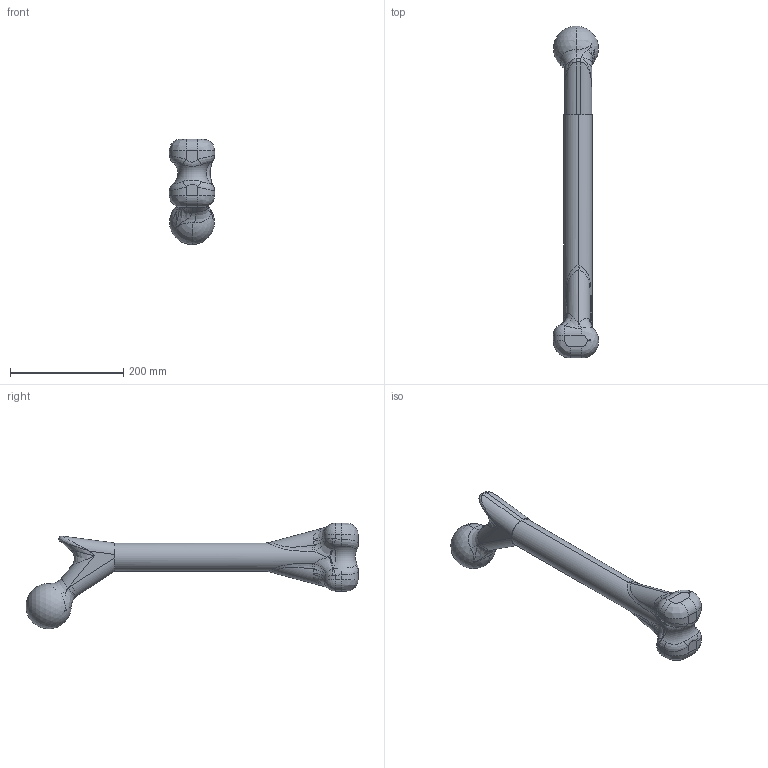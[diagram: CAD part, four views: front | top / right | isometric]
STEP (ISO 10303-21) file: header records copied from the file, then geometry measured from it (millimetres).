
FILE_DESCRIPTION((''),'2;1');
FILE_NAME('PRT0002','2020-11-05T16:07:57',('jakob.jehle'),(''),'CREO PARAMETRIC BY PTC INC, 2018190','CREO PARAMETRIC BY PTC INC, 2018190','');
FILE_SCHEMA(('AUTOMOTIVE_DESIGN { 1 0 10303 214 1 1 1 1 }'));
Length unit declared in the file: millimetre
Products named in the file (1): PRT0002
Bounding box: 80 x 586.55 x 186.55 mm (x, y, z)
Volume: 1793257.2 mm3; surface area: 131717.4 mm2
Topology: 1 solids, 1 shells, 143 faces, 337 edges, 193 vertices
Faces by surface type: bspline 64, cylinder 34, plane 30, sphere 9, torus 5, cone 1
Entity records: 10712 total; most frequent: CARTESIAN_POINT 7683, ORIENTED_EDGE 668, DIRECTION 444, EDGE_CURVE 334, VERTEX_POINT 193, AXIS2_PLACEMENT_3D 187, B_SPLINE_CURVE_WITH_KNOTS 156, EDGE_LOOP 143
